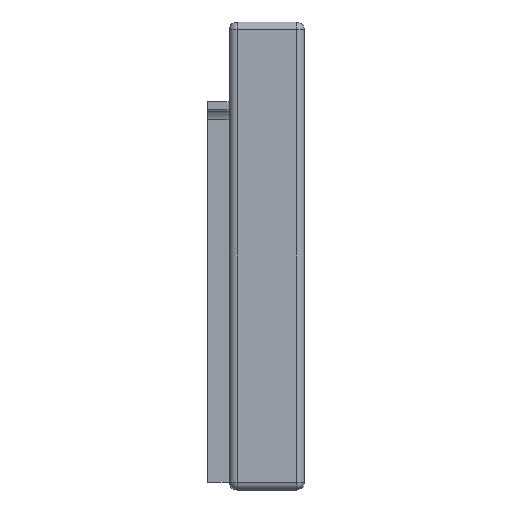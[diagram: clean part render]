
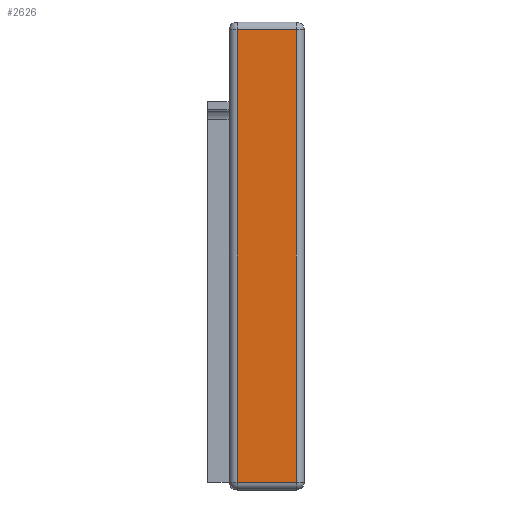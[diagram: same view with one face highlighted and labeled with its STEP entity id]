
A CAD part, left-side view. The second image highlights one B-rep face of the part: STEP entity #2626.
In plain terms, the highlighted planar face has unit normal (-1, 0, 0).
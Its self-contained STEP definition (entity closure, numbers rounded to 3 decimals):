
#201=LINE('',#4190,#382);
#206=LINE('',#4230,#387);
#209=LINE('',#4234,#390);
#225=LINE('',#4268,#406);
#382=VECTOR('',#3401,10.);
#387=VECTOR('',#3450,10.);
#390=VECTOR('',#3455,10.);
#406=VECTOR('',#3485,10.);
#687=FACE_OUTER_BOUND('',#889,.T.);
#889=EDGE_LOOP('',(#2161,#2162,#2163,#2164));
#1304=VERTEX_POINT('',#4179);
#1307=VERTEX_POINT('',#4186);
#1318=VERTEX_POINT('',#4219);
#1319=VERTEX_POINT('',#4223);
#1591=EDGE_CURVE('',#1304,#1307,#201,.T.);
#1610=EDGE_CURVE('',#1319,#1318,#206,.T.);
#1613=EDGE_CURVE('',#1318,#1304,#209,.T.);
#1631=EDGE_CURVE('',#1307,#1319,#225,.T.);
#2161=ORIENTED_EDGE('',*,*,#1591,.F.);
#2162=ORIENTED_EDGE('',*,*,#1613,.F.);
#2163=ORIENTED_EDGE('',*,*,#1610,.F.);
#2164=ORIENTED_EDGE('',*,*,#1631,.F.);
#2528=PLANE('',#2880);
#2626=ADVANCED_FACE('',(#687),#2528,.T.);
#2880=AXIS2_PLACEMENT_3D('',#4267,#3483,#3484);
#3401=DIRECTION('',(0.,1.,0.));
#3450=DIRECTION('',(0.,-1.,0.));
#3455=DIRECTION('',(0.,0.,-1.));
#3483=DIRECTION('center_axis',(-1.,0.,0.));
#3484=DIRECTION('ref_axis',(0.,0.,
1.));
#3485=DIRECTION('',(0.,0.,1.));
#4179=CARTESIAN_POINT('',(-62.799,-8.36,-42.404));
#4186=CARTESIAN_POINT('',(-62.799,2.74,-42.404));
#4190=CARTESIAN_POINT('',(-62.799,-2.86,-42.404));
#4219=CARTESIAN_POINT('',(-62.799,-8.36,42.496));
#4223=CARTESIAN_POINT('',(-62.799,2.74,42.496));
#4230=CARTESIAN_POINT('',(-62.799,-2.86,42.496));
#4234=CARTESIAN_POINT('',(-62.799,-8.36,-21.929));
#4267=CARTESIAN_POINT('Origin',(-62.799,-2.86,-43.904));
#4268=CARTESIAN_POINT('',(-62.799,2.74,-21.929));
